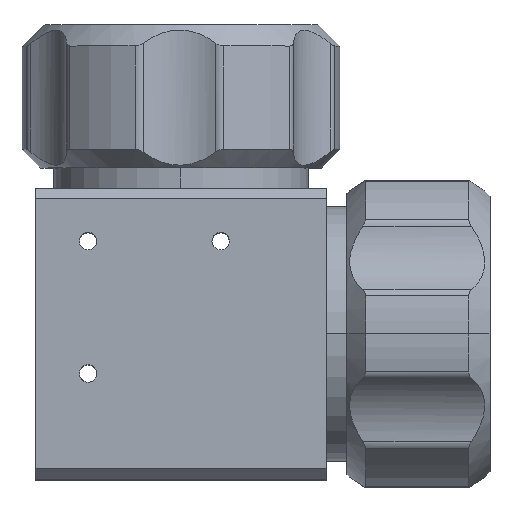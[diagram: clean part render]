
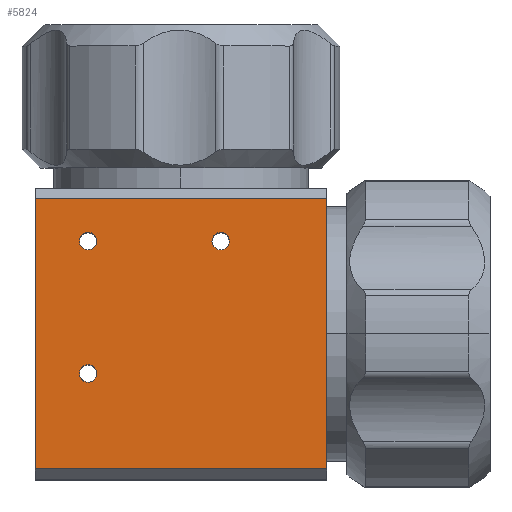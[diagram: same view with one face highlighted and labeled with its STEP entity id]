
A CAD part, top view. The second image highlights one B-rep face of the part: STEP entity #5824.
In plain terms, the highlighted planar face has unit normal (0, 0, 1).
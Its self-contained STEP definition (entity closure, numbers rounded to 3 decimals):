
#65 = CARTESIAN_POINT ( 'NONE',  ( -27.5, 25.5, 32. ) ) ;
#133 = DIRECTION ( 'NONE',  ( 0., 0., 1. ) ) ;
#139 = ORIENTED_EDGE ( 'NONE', *, *, #4196, .T. ) ;
#142 = DIRECTION ( 'NONE',  ( 0., 1., 0. ) ) ;
#147 = DIRECTION ( 'NONE',  ( 1., 0., 0. ) ) ;
#386 = EDGE_CURVE ( 'NONE', #2327, #5094, #1080, .T. ) ;
#497 = CARTESIAN_POINT ( 'NONE',  ( 0., -25.5, 32. ) ) ;
#569 = CIRCLE ( 'NONE', #5257, 1.65 ) ;
#607 = EDGE_LOOP ( 'NONE', ( #139, #6274, #3716, #3520 ) ) ;
#700 = AXIS2_PLACEMENT_3D ( 'NONE', #2604, #3598, #5608 ) ;
#713 = VECTOR ( 'NONE', #142, 1000. ) ;
#803 = FACE_OUTER_BOUND ( 'NONE', #607, .T. ) ;
#808 = VERTEX_POINT ( 'NONE', #4431 ) ;
#899 = ORIENTED_EDGE ( 'NONE', *, *, #4252, .F. ) ;
#902 = EDGE_CURVE ( 'NONE', #1763, #6538, #2487, .T. ) ;
#1038 = ORIENTED_EDGE ( 'NONE', *, *, #6000, .F. ) ;
#1080 = LINE ( 'NONE', #497, #5768 ) ;
#1255 = VERTEX_POINT ( 'NONE', #2170 ) ;
#1310 = ORIENTED_EDGE ( 'NONE', *, *, #3756, .F. ) ;
#1335 = CIRCLE ( 'NONE', #700, 1.65 ) ;
#1437 = CARTESIAN_POINT ( 'NONE',  ( 9.15, 17.5, 32. ) ) ;
#1456 = DIRECTION ( 'NONE',  ( 0., 0., -1. ) ) ;
#1503 = DIRECTION ( 'NONE',  ( 0., -1., 0. ) ) ;
#1546 = DIRECTION ( 'NONE',  ( 0., 0., 1. ) ) ;
#1560 = DIRECTION ( 'NONE',  ( 1., 0., 0. ) ) ;
#1617 = DIRECTION ( 'NONE',  ( 0., 0., 1. ) ) ;
#1676 = VERTEX_POINT ( 'NONE', #6073 ) ;
#1763 = VERTEX_POINT ( 'NONE', #4843 ) ;
#1903 = EDGE_LOOP ( 'NONE', ( #5426, #5955 ) ) ;
#1909 = AXIS2_PLACEMENT_3D ( 'NONE', #2046, #1546, #2591 ) ;
#1955 = AXIS2_PLACEMENT_3D ( 'NONE', #2687, #2035, #147 ) ;
#2009 = VERTEX_POINT ( 'NONE', #6524 ) ;
#2025 = CARTESIAN_POINT ( 'NONE',  ( -17.5, 17.5, 32. ) ) ;
#2029 = DIRECTION ( 'NONE',  ( 1., 0., 0. ) ) ;
#2035 = DIRECTION ( 'NONE',  ( 0., 0., 1. ) ) ;
#2046 = CARTESIAN_POINT ( 'NONE',  ( 7.5, 17.5, 32. ) ) ;
#2067 = DIRECTION ( 'NONE',  ( 0., 0., 1. ) ) ;
#2170 = CARTESIAN_POINT ( 'NONE',  ( 27.5, 25.5, 32. ) ) ;
#2327 = VERTEX_POINT ( 'NONE', #2838 ) ;
#2449 = EDGE_CURVE ( 'NONE', #1255, #5593, #6237, .T. ) ;
#2487 = CIRCLE ( 'NONE', #6298, 1.65 ) ;
#2587 = LINE ( 'NONE', #4108, #3019 ) ;
#2591 = DIRECTION ( 'NONE',  ( 1., 0., 0. ) ) ;
#2604 = CARTESIAN_POINT ( 'NONE',  ( -17.5, 17.5, 32. ) ) ;
#2687 = CARTESIAN_POINT ( 'NONE',  ( -17.5, -7.5, 32. ) ) ;
#2838 = CARTESIAN_POINT ( 'NONE',  ( -27.5, -25.5, 32. ) ) ;
#2841 = FACE_BOUND ( 'NONE', #1903, .T. ) ;
#3019 = VECTOR ( 'NONE', #1503, 1000. ) ;
#3074 = LINE ( 'NONE', #3576, #713 ) ;
#3262 = CARTESIAN_POINT ( 'NONE',  ( -19.15, 17.5, 32. ) ) ;
#3411 = CIRCLE ( 'NONE', #1909, 1.65 ) ;
#3458 = CARTESIAN_POINT ( 'NONE',  ( 0., 0., 32. ) ) ;
#3520 = ORIENTED_EDGE ( 'NONE', *, *, #2449, .T. ) ;
#3576 = CARTESIAN_POINT ( 'NONE',  ( 27.5, -27.5, 32. ) ) ;
#3598 = DIRECTION ( 'NONE',  ( 0., 0., 1. ) ) ;
#3653 = EDGE_LOOP ( 'NONE', ( #1310, #899 ) ) ;
#3654 = CARTESIAN_POINT ( 'NONE',  ( -17.5, -7.5, 32. ) ) ;
#3668 = CARTESIAN_POINT ( 'NONE',  ( 0., 25.5, 32. ) ) ;
#3716 = ORIENTED_EDGE ( 'NONE', *, *, #5687, .T. ) ;
#3756 = EDGE_CURVE ( 'NONE', #808, #2009, #4844, .T. ) ;
#4068 = CARTESIAN_POINT ( 'NONE',  ( 27.5, -25.5, 32. ) ) ;
#4108 = CARTESIAN_POINT ( 'NONE',  ( -27.5, -27.5, 32. ) ) ;
#4173 = VECTOR ( 'NONE', #6268, 1000. ) ;
#4196 = EDGE_CURVE ( 'NONE', #5593, #2327, #2587, .T. ) ;
#4252 = EDGE_CURVE ( 'NONE', #2009, #808, #4848, .T. ) ;
#4400 = ORIENTED_EDGE ( 'NONE', *, *, #4652, .F. ) ;
#4431 = CARTESIAN_POINT ( 'NONE',  ( -15.85, -7.5, 32. ) ) ;
#4490 = VERTEX_POINT ( 'NONE', #3262 ) ;
#4650 = DIRECTION ( 'NONE',  ( 1., 0., 0. ) ) ;
#4652 = EDGE_CURVE ( 'NONE', #4490, #1676, #569, .T. ) ;
#4708 = CARTESIAN_POINT ( 'NONE',  ( 7.5, 17.5, 32. ) ) ;
#4843 = CARTESIAN_POINT ( 'NONE',  ( 5.85, 17.5, 32. ) ) ;
#4844 = CIRCLE ( 'NONE', #1955, 1.65 ) ;
#4848 = CIRCLE ( 'NONE', #5367, 1.65 ) ;
#4874 = FACE_BOUND ( 'NONE', #3653, .T. ) ;
#5094 = VERTEX_POINT ( 'NONE', #4068 ) ;
#5148 = EDGE_CURVE ( 'NONE', #6538, #1763, #3411, .T. ) ;
#5257 = AXIS2_PLACEMENT_3D ( 'NONE', #2025, #2067, #1560 ) ;
#5364 = FACE_BOUND ( 'NONE', #5525, .T. ) ;
#5367 = AXIS2_PLACEMENT_3D ( 'NONE', #3654, #1617, #4650 ) ;
#5426 = ORIENTED_EDGE ( 'NONE', *, *, #5148, .F. ) ;
#5525 = EDGE_LOOP ( 'NONE', ( #1038, #4400 ) ) ;
#5590 = DIRECTION ( 'NONE',  ( 1., 0., 0. ) ) ;
#5593 = VERTEX_POINT ( 'NONE', #65 ) ;
#5608 = DIRECTION ( 'NONE',  ( 1., 0., 0. ) ) ;
#5687 = EDGE_CURVE ( 'NONE', #5094, #1255, #3074, .T. ) ;
#5768 = VECTOR ( 'NONE', #5590, 1000. ) ;
#5813 = AXIS2_PLACEMENT_3D ( 'NONE', #3458, #1456, #5891 ) ;
#5824 = ADVANCED_FACE ( 'NONE', ( #5364, #2841, #4874, #803 ), #5939, .F. ) ;
#5891 = DIRECTION ( 'NONE',  ( -1., 0., 0. ) ) ;
#5939 = PLANE ( 'NONE',  #5813 ) ;
#5955 = ORIENTED_EDGE ( 'NONE', *, *, #902, .F. ) ;
#6000 = EDGE_CURVE ( 'NONE', #1676, #4490, #1335, .T. ) ;
#6073 = CARTESIAN_POINT ( 'NONE',  ( -15.85, 17.5, 32. ) ) ;
#6237 = LINE ( 'NONE', #3668, #4173 ) ;
#6268 = DIRECTION ( 'NONE',  ( -1., 0., 0. ) ) ;
#6274 = ORIENTED_EDGE ( 'NONE', *, *, #386, .T. ) ;
#6298 = AXIS2_PLACEMENT_3D ( 'NONE', #4708, #133, #2029 ) ;
#6524 = CARTESIAN_POINT ( 'NONE',  ( -19.15, -7.5, 32. ) ) ;
#6538 = VERTEX_POINT ( 'NONE', #1437 ) ;
